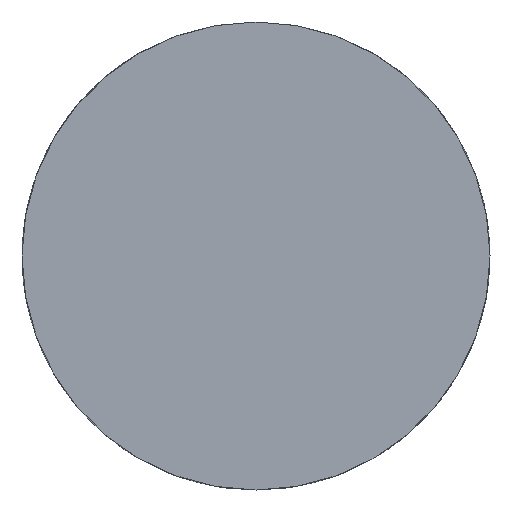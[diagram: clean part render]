
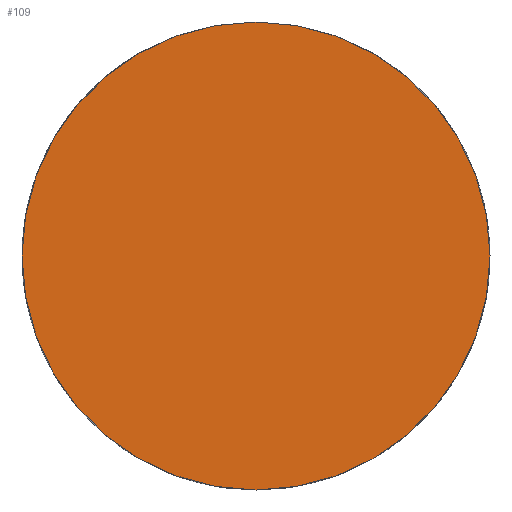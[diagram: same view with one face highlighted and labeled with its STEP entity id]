
A CAD part, front view. The second image highlights one B-rep face of the part: STEP entity #109.
In plain terms, the highlighted planar face has unit normal (0, -1, 0).
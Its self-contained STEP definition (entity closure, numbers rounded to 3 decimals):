
#43 = EDGE_CURVE ( 'NONE', #327, #732, #354, .T. ) ;
#109 = ADVANCED_FACE ( 'NONE', ( #707 ), #145, .F. ) ;
#145 = PLANE ( 'NONE',  #311 ) ;
#188 = CARTESIAN_POINT ( 'NONE',  ( 0., 0., 0. ) ) ;
#283 = DIRECTION ( 'NONE',  ( 0., 0., 1. ) ) ;
#311 = AXIS2_PLACEMENT_3D ( 'NONE', #417, #361, #423 ) ;
#327 = VERTEX_POINT ( 'NONE', #442 ) ;
#354 = CIRCLE ( 'NONE', #706, 119. ) ;
#361 = DIRECTION ( 'NONE',  ( 0., 1., 0. ) ) ;
#372 = CARTESIAN_POINT ( 'NONE',  ( 0., 0., -119. ) ) ;
#388 = EDGE_LOOP ( 'NONE', ( #804, #679 ) ) ;
#393 = DIRECTION ( 'NONE',  ( 0., 0., 1. ) ) ;
#417 = CARTESIAN_POINT ( 'NONE',  ( 0., 0., 0. ) ) ;
#423 = DIRECTION ( 'NONE',  ( 0., 0., 1. ) ) ;
#442 = CARTESIAN_POINT ( 'NONE',  ( 0., 0., 119. ) ) ;
#478 = CARTESIAN_POINT ( 'NONE',  ( 0., 0., 0. ) ) ;
#595 = EDGE_CURVE ( 'NONE', #732, #327, #635, .T. ) ;
#635 = CIRCLE ( 'NONE', #834, 119. ) ;
#679 = ORIENTED_EDGE ( 'NONE', *, *, #43, .F. ) ;
#706 = AXIS2_PLACEMENT_3D ( 'NONE', #478, #840, #283 ) ;
#707 = FACE_OUTER_BOUND ( 'NONE', #388, .T. ) ;
#732 = VERTEX_POINT ( 'NONE', #372 ) ;
#804 = ORIENTED_EDGE ( 'NONE', *, *, #595, .F. ) ;
#834 = AXIS2_PLACEMENT_3D ( 'NONE', #188, #888, #393 ) ;
#840 = DIRECTION ( 'NONE',  ( 0., 1., 0. ) ) ;
#888 = DIRECTION ( 'NONE',  ( 0., 1., 0. ) ) ;
